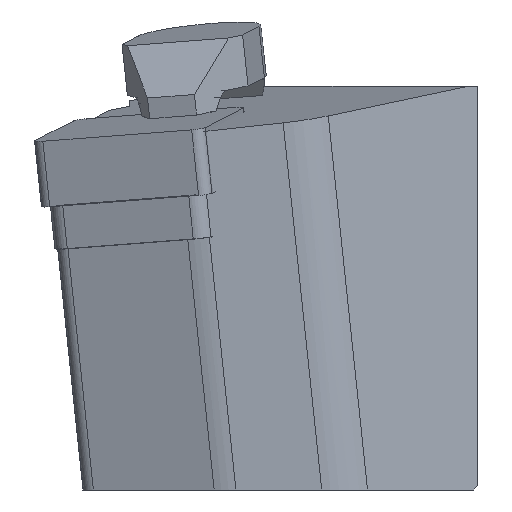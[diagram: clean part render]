
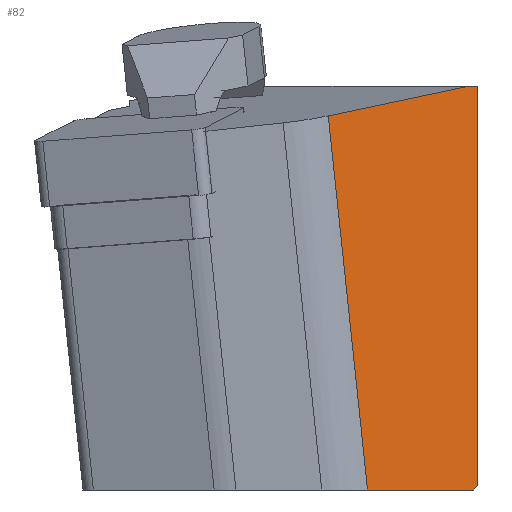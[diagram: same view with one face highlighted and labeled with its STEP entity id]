
A CAD part, left-side view. The second image highlights one B-rep face of the part: STEP entity #82.
In plain terms, the highlighted planar face has unit normal (-0.704, -0.71, 0).
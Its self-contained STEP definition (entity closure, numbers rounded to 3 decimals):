
#82=ADVANCED_FACE('',(#201),#150,.F.);
#150=PLANE('',#1278);
#201=FACE_OUTER_BOUND('',#270,.T.);
#270=EDGE_LOOP('',(#646,#647,#648,#649,#650,#651));
#349=LINE('',#1773,#482);
#360=LINE('',#1797,#493);
#365=LINE('',#1807,#498);
#366=LINE('',#1808,#499);
#367=LINE('',#1810,#500);
#368=LINE('',#1812,#501);
#482=VECTOR('',#1412,1.);
#493=VECTOR('',#1429,1.);
#498=VECTOR('',#1436,1.);
#499=VECTOR('',#1437,1.);
#500=VECTOR('',#1438,1.);
#501=VECTOR('',#1439,1.);
#646=ORIENTED_EDGE('',*,*,#1100,.F.);
#647=ORIENTED_EDGE('',*,*,#1083,.F.);
#648=ORIENTED_EDGE('',*,*,#1101,.F.);
#649=ORIENTED_EDGE('',*,*,#1102,.F.);
#650=ORIENTED_EDGE('',*,*,#1103,.F.);
#651=ORIENTED_EDGE('',*,*,#1095,.F.);
#967=VERTEX_POINT('',#1772);
#968=VERTEX_POINT('',#1774);
#977=VERTEX_POINT('',#1796);
#978=VERTEX_POINT('',#1798);
#982=VERTEX_POINT('',#1809);
#983=VERTEX_POINT('',#1811);
#1083=EDGE_CURVE('',#967,#968,#349,.T.);
#1095=EDGE_CURVE('',#977,#978,#360,.T.);
#1100=EDGE_CURVE('',#968,#977,#365,.T.);
#1101=EDGE_CURVE('',#982,#967,#366,.T.);
#1102=EDGE_CURVE('',#983,#982,#367,.T.);
#1103=EDGE_CURVE('',#978,#983,#368,.T.);
#1278=AXIS2_PLACEMENT_3D('',#1813,#1440,#1441);
#1412=DIRECTION('',(0.703,-0.696,0.147));
#1429=DIRECTION('',(0.,0.,-1.));
#1436=DIRECTION('',(0.71,-0.704,0.));
#1437=DIRECTION('',(-0.105,0.104,0.989));
#1438=DIRECTION('',(-0.71,0.704,0.));
#1439=DIRECTION('',(-0.581,0.575,-0.575));
#1440=DIRECTION('',(0.704,0.71,0.));
#1441=DIRECTION('',(0.71,-0.704,0.));
#1772=CARTESIAN_POINT('',(2.8,10.724,1.882));
#1773=CARTESIAN_POINT('',(2.8,10.724,1.882));
#1774=CARTESIAN_POINT('',(12.894,0.725,4.));
#1796=CARTESIAN_POINT('',(13.626,0.,4.));
#1797=CARTESIAN_POINT('',(13.609,0.,-37.387));
#1798=CARTESIAN_POINT('',(13.614,0.,-24.7));
#1807=CARTESIAN_POINT('',(6.958,6.605,4.));
#1808=CARTESIAN_POINT('',(6.949,6.597,-37.384));
#1809=CARTESIAN_POINT('',(5.641,7.898,-25.));
#1810=CARTESIAN_POINT('',(6.952,6.599,-25.));
#1811=CARTESIAN_POINT('',(13.311,0.3,-25.));
#1812=CARTESIAN_POINT('',(4.915,8.613,-33.313));
#1813=CARTESIAN_POINT('',(6.949,6.597,-37.384));
